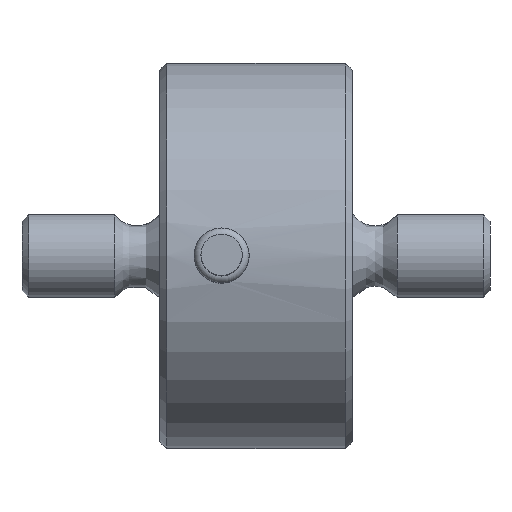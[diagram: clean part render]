
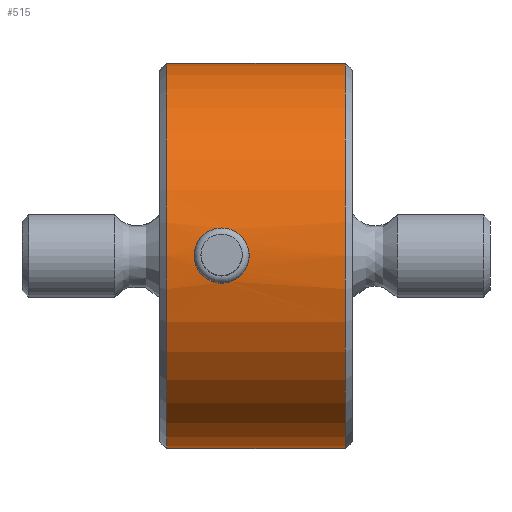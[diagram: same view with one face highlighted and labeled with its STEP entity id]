
A CAD part, top view. The second image highlights one B-rep face of the part: STEP entity #515.
In plain terms, the highlighted cylindrical face has radius 14 mm (diameter 28 mm), a full revolution.
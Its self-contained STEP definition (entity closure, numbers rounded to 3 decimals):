
#306=CARTESIAN_POINT('',(14.5,-2.,13.856));
#307=VERTEX_POINT('',#306);
#308=CARTESIAN_POINT('',(14.5,-2.,13.856));
#309=CARTESIAN_POINT('',(14.751,-2.,13.856));
#310=CARTESIAN_POINT('',(15.02,-1.95,13.864));
#311=CARTESIAN_POINT('',(15.512,-1.745,13.891));
#312=CARTESIAN_POINT('',(15.737,-1.592,13.91));
#313=CARTESIAN_POINT('',(16.092,-1.237,13.946));
#314=CARTESIAN_POINT('',(16.245,-1.012,13.966));
#315=CARTESIAN_POINT('',(16.45,-0.52,13.993));
#316=CARTESIAN_POINT('',(16.5,-0.251,14.));
#317=CARTESIAN_POINT('',(16.5,0.251,14.));
#318=CARTESIAN_POINT('',(16.45,0.52,13.993));
#319=CARTESIAN_POINT('',(16.245,1.012,13.966));
#320=CARTESIAN_POINT('',(16.092,1.237,13.946));
#321=CARTESIAN_POINT('',(15.737,1.592,13.91));
#322=CARTESIAN_POINT('',(15.512,1.745,13.891));
#323=CARTESIAN_POINT('',(15.02,1.95,13.864));
#324=CARTESIAN_POINT('',(14.751,2.,13.856));
#325=CARTESIAN_POINT('',(14.249,2.,13.856));
#326=CARTESIAN_POINT('',(13.98,1.95,13.864));
#327=CARTESIAN_POINT('',(13.488,1.745,13.891));
#328=CARTESIAN_POINT('',(13.263,1.592,13.91));
#329=CARTESIAN_POINT('',(12.908,1.237,13.946));
#330=CARTESIAN_POINT('',(12.755,1.012,13.966));
#331=CARTESIAN_POINT('',(12.55,0.52,13.993));
#332=CARTESIAN_POINT('',(12.5,0.251,14.));
#333=CARTESIAN_POINT('',(12.5,-0.251,14.));
#334=CARTESIAN_POINT('',(12.55,-0.52,13.993));
#335=CARTESIAN_POINT('',(12.755,-1.012,13.966));
#336=CARTESIAN_POINT('',(12.908,-1.237,13.946));
#337=CARTESIAN_POINT('',(13.263,-1.592,13.91));
#338=CARTESIAN_POINT('',(13.488,-1.745,13.891));
#339=CARTESIAN_POINT('',(13.98,-1.95,13.864));
#340=CARTESIAN_POINT('',(14.249,-2.,13.856));
#341=CARTESIAN_POINT('',(14.5,-2.,13.856));
#342=B_SPLINE_CURVE_WITH_KNOTS('',3,(#308,#309,#310,#311,#312,#313,#314,#315,#316,#317,#318,#319,#320,#321,#322,#323,#324,#325,#326,#327,#328,#329,#330,#331,#332,#333,#334,#335,#336,#337,#338,#339,#340,#341),.UNSPECIFIED.,.T.,.U.,(4,2,2,2,2,2,2,2,2,2,2,2,2,2,2,2,4),(0.0,0.075,0.151,0.226,0.302,0.377,0.453,0.528,0.604,0.679,0.754,0.83,0.905,0.981,1.056,1.132,1.207),.UNSPECIFIED.);
#343=EDGE_CURVE('',#307,#307,#342,.T.);
#470=CARTESIAN_POINT('',(23.5,14.,0.));
#471=VERTEX_POINT('',#470);
#472=CARTESIAN_POINT('',(23.5,0.,0.0));
#473=DIRECTION('',(1.0,0.0,0.0));
#474=DIRECTION('',(0.0,-1.0,0.0));
#475=AXIS2_PLACEMENT_3D('',#472,#473,#474);
#476=CIRCLE('',#475,14.);
#477=EDGE_CURVE('',#471,#471,#476,.T.);
#493=CARTESIAN_POINT('',(17.,0.,0.0));
#494=DIRECTION('',(1.0,0.,0.0));
#495=DIRECTION('',(0.0,1.0,0.0));
#496=AXIS2_PLACEMENT_3D('',#493,#494,#495);
#497=CYLINDRICAL_SURFACE('',#496,14.);
#498=CARTESIAN_POINT('',(10.5,14.,0.));
#499=VERTEX_POINT('',#498);
#500=CARTESIAN_POINT('',(10.5,0.,0.0));
#501=DIRECTION('',(-1.0,0.0,0.0));
#502=DIRECTION('',(0.0,-1.0,0.0));
#503=AXIS2_PLACEMENT_3D('',#500,#501,#502);
#504=CIRCLE('',#503,14.);
#505=EDGE_CURVE('',#499,#499,#504,.T.);
#506=ORIENTED_EDGE('',*,*,#505,.F.);
#507=EDGE_LOOP('',(#506));
#508=FACE_OUTER_BOUND('',#507,.T.);
#509=ORIENTED_EDGE('',*,*,#343,.F.);
#510=EDGE_LOOP('',(#509));
#511=FACE_BOUND('',#510,.T.);
#512=ORIENTED_EDGE('',*,*,#477,.F.);
#513=EDGE_LOOP('',(#512));
#514=FACE_BOUND('',#513,.T.);
#515=ADVANCED_FACE('',(#508,#511,#514),#497,.T.);
